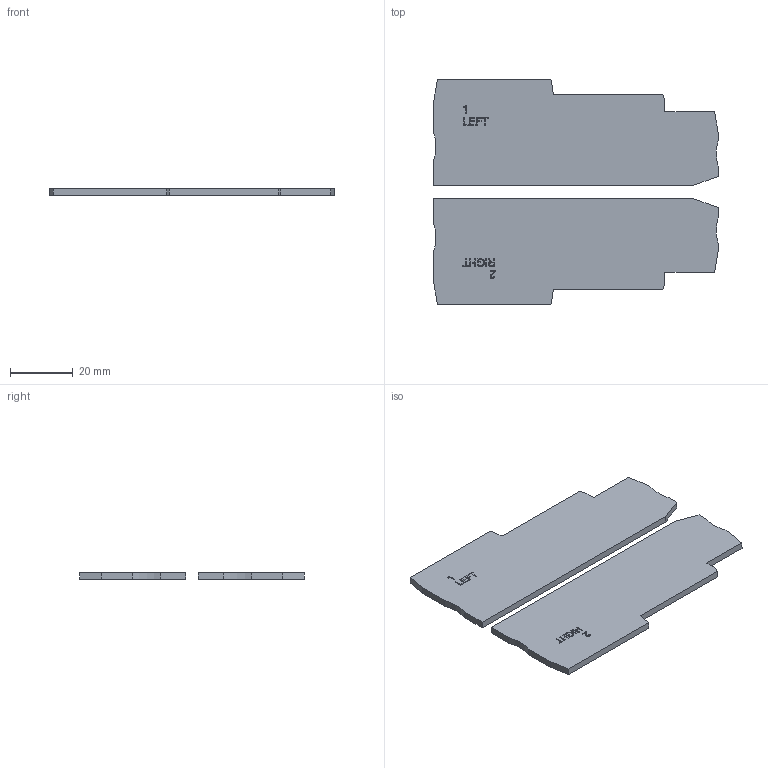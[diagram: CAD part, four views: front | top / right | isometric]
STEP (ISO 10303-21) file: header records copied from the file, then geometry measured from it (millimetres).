
FILE_DESCRIPTION(/* description */ ('Alibre Inc.'),/* implementation_level */ '2;1');
FILE_NAME(/* name */ 'export-B4A93315-7645-4594-9095-2B33C8335068',/* time_stamp */ '2024-03-26T08:27:29+01:00',/* author */ (''),/* organization */ (''),/* preprocessor_version */ 'ST-DEVELOPER v17',/* originating_system */ 'Alibre',/* authorisation */ '');
FILE_SCHEMA (('AUTOMOTIVE_DESIGN'));
Length unit declared in the file: millimetre
Products named in the file (3): D_PTIO_1.5_S_4-Select
Bounding box: 90.8 x 71.6 x 2.2 mm (x, y, z)
Volume: 11866.6 mm3; surface area: 11990.2 mm2
Topology: 2 solids, 2 shells, 179 faces, 489 edges, 326 vertices
Faces by surface type: plane 133, bspline 42, cylinder 4
Entity records: 5567 total; most frequent: CARTESIAN_POINT 1375, ORIENTED_EDGE 978, DIRECTION 561, EDGE_CURVE 489, VECTOR 397, LINE 397, VERTEX_POINT 326, EDGE_LOOP 191
